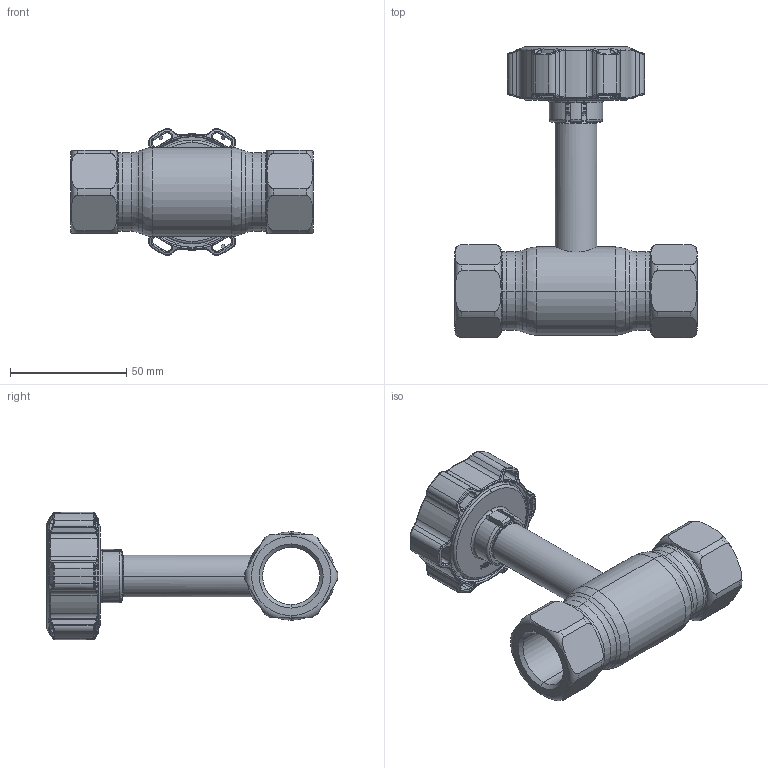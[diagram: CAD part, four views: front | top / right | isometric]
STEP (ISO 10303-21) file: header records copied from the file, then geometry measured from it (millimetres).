
FILE_DESCRIPTION (( 'STEP AP214' ), '1' );
FILE_NAME ('1020002001-1200.step', '2024-01-16T11:09:37', ( '' ), ( '' ), 'SwSTEP 2.0', 'SolidWorks 2021', '' );
FILE_SCHEMA (( 'AUTOMOTIVE_DESIGN' ));
Length unit declared in the file: millimetre
Products named in the file (1): 1020002001-1200
Bounding box: 104 x 125.09 x 54.57 mm (x, y, z)
Surface area: 34545.2 mm2 (no closed solid volume)
Topology: 0 solids, 9 shells, 545 faces, 1551 edges, 992 vertices
Faces by surface type: bspline 169, cylinder 140, plane 97, torus 93, cone 46
Entity records: 33624 total; most frequent: CARTESIAN_POINT 15030, ORIENTED_EDGE 2789, DIRECTION 2241, EDGE_CURVE 1551, VERTEX_POINT 992, AXIS2_PLACEMENT_3D 903, EDGE_LOOP 579, B_SPLINE_CURVE_WITH_KNOTS 560
